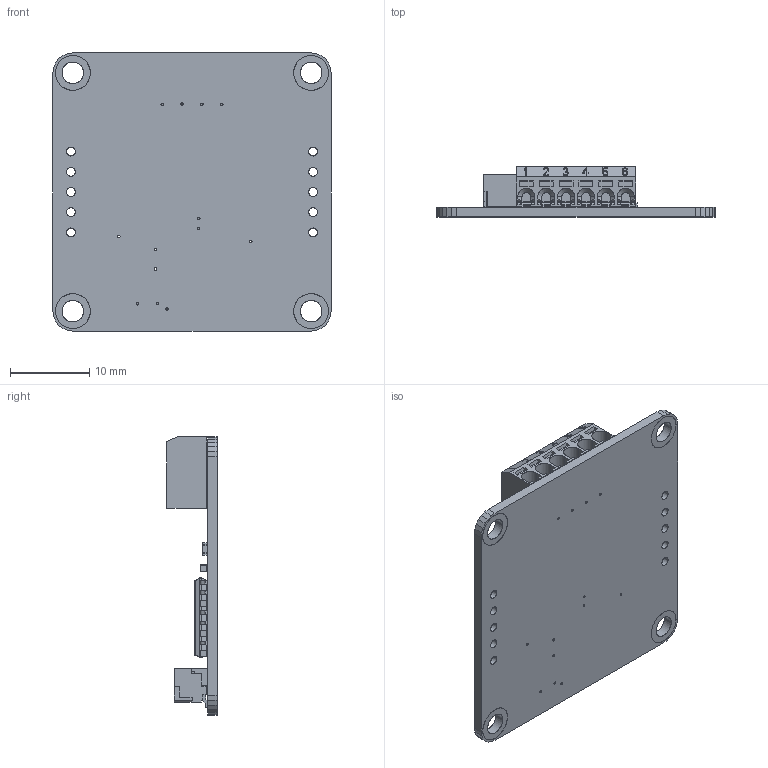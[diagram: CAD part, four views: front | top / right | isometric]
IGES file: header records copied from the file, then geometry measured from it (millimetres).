
Start section: SolidWorks IGES file using analytic representation for surfaces
Global section: file name: NSE-1132-1.igs; native system: SolidWorks 2016; preprocessor: SolidWorks 2016; author: jelie; date: 201124.172330; units: millimetre
Bounding box: 35 x 6.33 x 35 mm (x, y, z)
Surface area: 3998.6 mm2 (no closed solid volume)
Topology: 0 solids, 0 shells, 1680 faces, 11656 edges, 11649 vertices
Faces by surface type: bspline 1475, revolution 205
